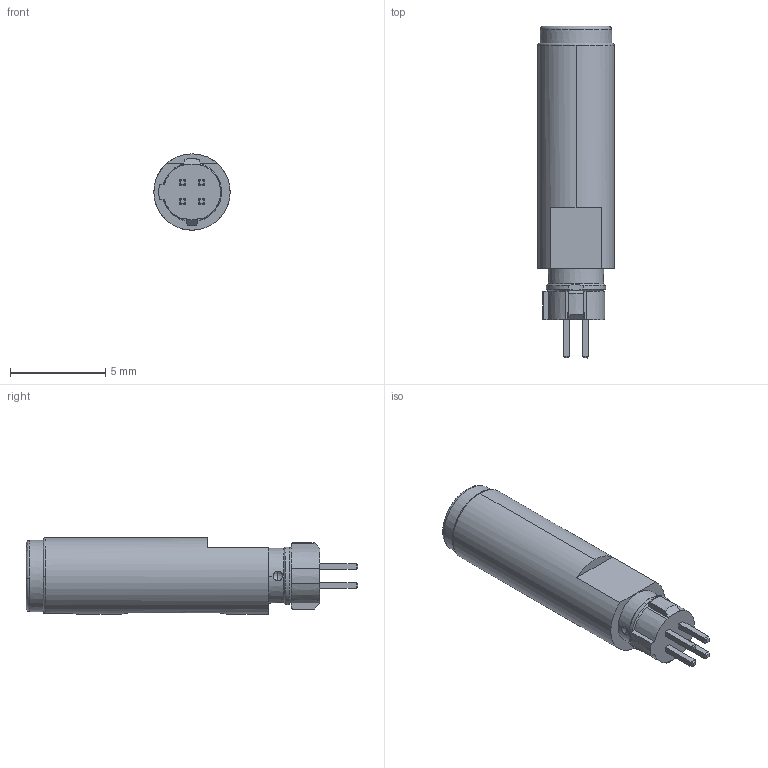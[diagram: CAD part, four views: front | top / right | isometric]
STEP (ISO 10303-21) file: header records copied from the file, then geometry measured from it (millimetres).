
FILE_DESCRIPTION (( 'STEP AP214' ), '1' );
FILE_NAME ('INGUN_108707.STEP', '2021-03-25T07:37:35', ( '' ), ( '' ), 'SwSTEP 2.0', 'SolidWorks 2018', '' );
FILE_SCHEMA (( 'AUTOMOTIVE_DESIGN' ));
Length unit declared in the file: millimetre
Products named in the file (1): INGUN_108707
Bounding box: 4 x 17.4 x 4 mm (x, y, z)
Volume: 168.5 mm3; surface area: 238 mm2
Topology: 1 solids, 7 shells, 154 faces, 385 edges, 248 vertices
Faces by surface type: plane 97, bspline 55, cylinder 2
Entity records: 6827 total; most frequent: CARTESIAN_POINT 3621, ORIENTED_EDGE 758, DIRECTION 447, EDGE_CURVE 379, VERTEX_POINT 248, VECTOR 221, LINE 221, EDGE_LOOP 163
